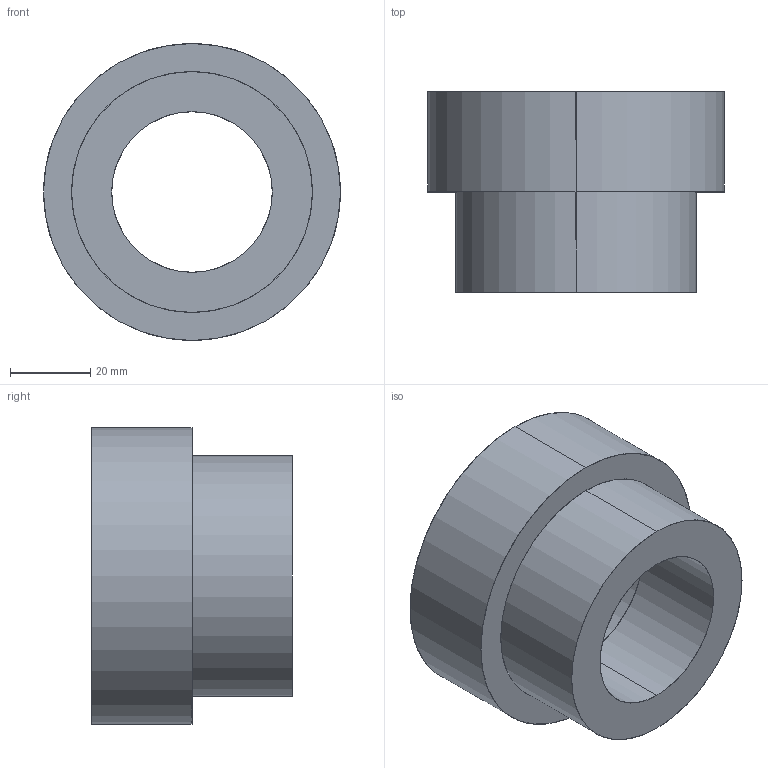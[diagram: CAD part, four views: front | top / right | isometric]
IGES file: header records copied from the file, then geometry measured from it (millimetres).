
Start section: SolidWorks IGES file using analytic representation for surfaces
Global section: file name: Practica #6.IGS; native system: SolidWorks 2017; preprocessor: SolidWorks 2017; author: PANTER; date: 180209.155130; units: millimetre
Bounding box: 74 x 50 x 74 mm (x, y, z)
Surface area: 23549.4 mm2 (no closed solid volume)
Topology: 0 solids, 0 shells, 15 faces, 680 edges, 680 vertices
Faces by surface type: revolution 10, bspline 5
